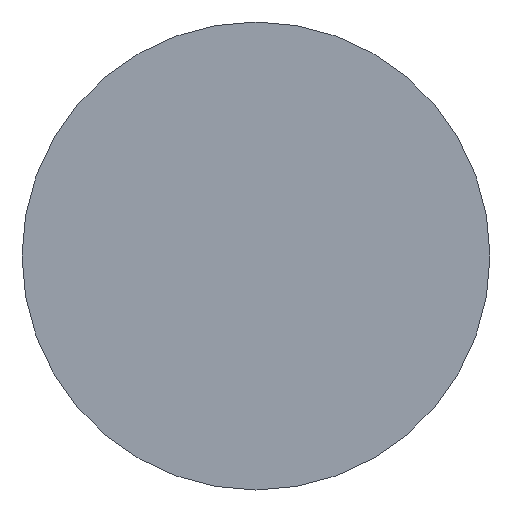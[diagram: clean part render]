
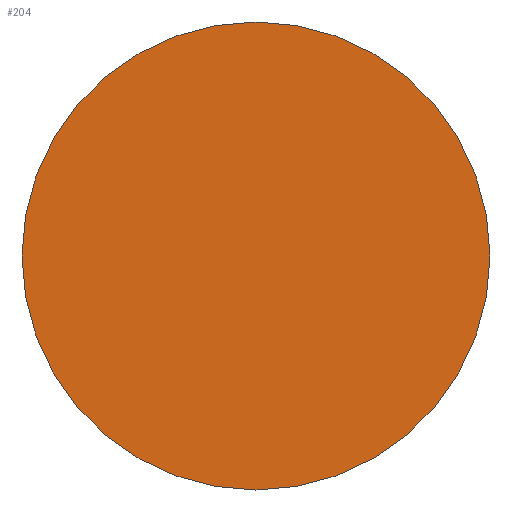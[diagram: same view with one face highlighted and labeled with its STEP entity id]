
A CAD part, left-side view. The second image highlights one B-rep face of the part: STEP entity #204.
In plain terms, the highlighted planar face has unit normal (-1, 0, 0).
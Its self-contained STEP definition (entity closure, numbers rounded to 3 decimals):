
#9 = AXIS2_PLACEMENT_3D ( 'NONE', #92, #440, #94 ) ;
#11 = PLANE ( 'NONE',  #351 ) ;
#29 = EDGE_CURVE ( 'NONE', #85, #257, #308, .T. ) ;
#79 = DIRECTION ( 'NONE',  ( 0., 0., 1. ) ) ;
#85 = VERTEX_POINT ( 'NONE', #270 ) ;
#92 = CARTESIAN_POINT ( 'NONE',  ( -4.47, 0., 0. ) ) ;
#94 = DIRECTION ( 'NONE',  ( 0., 0., -1. ) ) ;
#118 = FACE_OUTER_BOUND ( 'NONE', #192, .T. ) ;
#157 = CARTESIAN_POINT ( 'NONE',  ( -4.47, 0., -0.915 ) ) ;
#184 = CARTESIAN_POINT ( 'NONE',  ( -4.47, 0., 0. ) ) ;
#192 = EDGE_LOOP ( 'NONE', ( #437, #386 ) ) ;
#204 = ADVANCED_FACE ( 'NONE', ( #118 ), #11, .T. ) ;
#220 = DIRECTION ( 'NONE',  ( -1., 0., 0. ) ) ;
#242 = AXIS2_PLACEMENT_3D ( 'NONE', #184, #388, #288 ) ;
#250 = CARTESIAN_POINT ( 'NONE',  ( -4.47, 0., 0. ) ) ;
#257 = VERTEX_POINT ( 'NONE', #157 ) ;
#270 = CARTESIAN_POINT ( 'NONE',  ( -4.47, 0., 0.915 ) ) ;
#288 = DIRECTION ( 'NONE',  ( 0., 0., -1. ) ) ;
#296 = CIRCLE ( 'NONE', #9, 0.915 ) ;
#308 = CIRCLE ( 'NONE', #242, 0.915 ) ;
#317 = EDGE_CURVE ( 'NONE', #257, #85, #296, .T. ) ;
#351 = AXIS2_PLACEMENT_3D ( 'NONE', #250, #220, #79 ) ;
#386 = ORIENTED_EDGE ( 'NONE', *, *, #29, .F. ) ;
#388 = DIRECTION ( 'NONE',  ( 1., 0., 0. ) ) ;
#437 = ORIENTED_EDGE ( 'NONE', *, *, #317, .F. ) ;
#440 = DIRECTION ( 'NONE',  ( 1., 0., 0. ) ) ;
